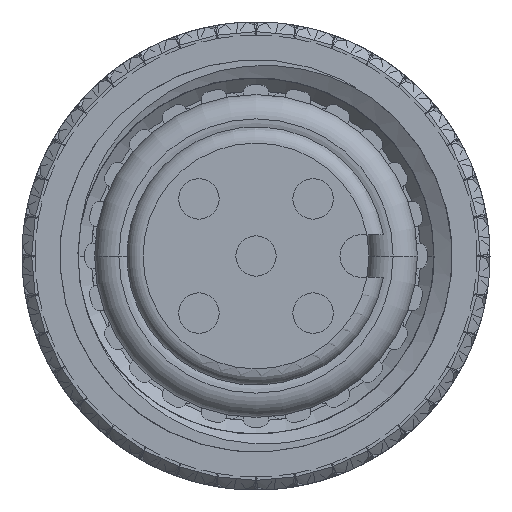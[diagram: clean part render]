
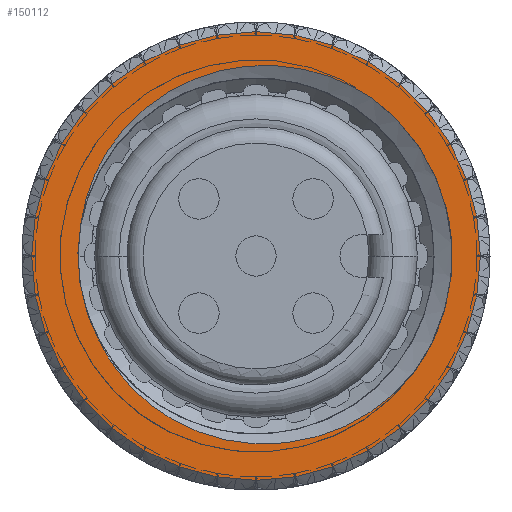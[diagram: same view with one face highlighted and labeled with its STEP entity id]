
A CAD part, left-side view. The second image highlights one B-rep face of the part: STEP entity #150112.
In plain terms, the highlighted planar face has unit normal (-1, 0, 0).
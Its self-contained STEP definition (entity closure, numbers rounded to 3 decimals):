
#100564=CARTESIAN_POINT('',(0.,0.,0.));
#100565=DIRECTION('',(-1.,0.,0.));
#100566=DIRECTION('',(0.,1.,0.));
#100567=AXIS2_PLACEMENT_3D('',#100564,#100565,#100566);
#100569=CARTESIAN_POINT('',(0.,0.,0.));
#100570=DIRECTION('',(-1.,0.,0.));
#100571=DIRECTION('',(0.,-1.,0.));
#100572=AXIS2_PLACEMENT_3D('',#100569,#100570,#100571);
#100574=CARTESIAN_POINT('',(0.,-4.883,-3.616));
#100575=CARTESIAN_POINT('',(0.,-4.742,-3.79));
#100576=CARTESIAN_POINT('',(0.,-4.444,-4.117));
#100577=CARTESIAN_POINT('',(0.,-3.94,-4.561));
#100578=CARTESIAN_POINT('',(0.,-3.414,-4.93));
#100579=CARTESIAN_POINT('',(0.,-2.876,-5.229));
#100580=CARTESIAN_POINT('',(0.,-2.307,-5.474));
#100581=CARTESIAN_POINT('',(0.,-1.688,-5.665));
#100582=CARTESIAN_POINT('',(0.,-0.99,-5.797));
#100583=CARTESIAN_POINT('',(0.,-0.214,-5.843));
#100584=CARTESIAN_POINT('',(0.,0.559,-5.782));
#100585=CARTESIAN_POINT('',(0.,1.301,-5.624));
#100586=CARTESIAN_POINT('',(0.,2.011,-5.372));
#100587=CARTESIAN_POINT('',(0.,2.672,-5.035));
#100588=CARTESIAN_POINT('',(0.,3.252,-4.637));
#100589=CARTESIAN_POINT('',(0.,3.76,-4.191));
#100590=CARTESIAN_POINT('',(0.,4.207,-3.692));
#100591=CARTESIAN_POINT('',(0.,4.595,-3.139));
#100592=CARTESIAN_POINT('',(0.,4.805,-2.744));
#100593=CARTESIAN_POINT('',(0.,4.899,-2.538));
#100595=CARTESIAN_POINT('',(0.,-3.616,4.883));
#100596=CARTESIAN_POINT('',(0.,-3.811,4.739));
#100597=CARTESIAN_POINT('',(0.,-4.178,4.431));
#100598=CARTESIAN_POINT('',(0.,-4.672,3.907));
#100599=CARTESIAN_POINT('',(0.,-5.097,3.332));
#100600=CARTESIAN_POINT('',(0.,-5.455,2.708));
#100601=CARTESIAN_POINT('',(0.,-5.742,2.034));
#100602=CARTESIAN_POINT('',(0.,-5.948,1.314));
#100603=CARTESIAN_POINT('',(0.,-6.064,0.578));
#100604=CARTESIAN_POINT('',(0.,-6.089,-0.165));
#100605=CARTESIAN_POINT('',(0.,-6.024,-0.904));
#100606=CARTESIAN_POINT('',(0.,-5.867,-1.635));
#100607=CARTESIAN_POINT('',(0.,-5.627,-2.331));
#100608=CARTESIAN_POINT('',(0.,-5.304,-2.994));
#100609=CARTESIAN_POINT('',(0.,-5.033,-3.413));
#100610=CARTESIAN_POINT('',(0.,-4.883,-3.616));
#100612=CARTESIAN_POINT('',(0.,5.426,1.));
#100613=CARTESIAN_POINT('',(0.,5.403,1.177));
#100614=CARTESIAN_POINT('',(0.,5.339,1.526));
#100615=CARTESIAN_POINT('',(0.,5.192,2.041));
#100616=CARTESIAN_POINT('',(0.,4.999,2.534));
#100617=CARTESIAN_POINT('',(0.,4.761,3.007));
#100618=CARTESIAN_POINT('',(0.,4.466,3.476));
#100619=CARTESIAN_POINT('',(0.,4.096,3.95));
#100620=CARTESIAN_POINT('',(0.,3.635,4.422));
#100621=CARTESIAN_POINT('',(0.,3.081,4.867));
#100622=CARTESIAN_POINT('',(0.,2.441,5.258));
#100623=CARTESIAN_POINT('',(0.,1.771,5.554));
#100624=CARTESIAN_POINT('',(0.,1.094,5.76));
#100625=CARTESIAN_POINT('',(0.,0.404,5.882));
#100626=CARTESIAN_POINT('',(0.,-0.302,5.921));
#100627=CARTESIAN_POINT('',(0.,-1.006,5.875));
#100628=CARTESIAN_POINT('',(0.,-1.7,5.747));
#100629=CARTESIAN_POINT('',(0.,-2.373,5.539));
#100630=CARTESIAN_POINT('',(0.,-3.018,5.252));
#100631=CARTESIAN_POINT('',(0.,-3.421,5.014));
#100632=CARTESIAN_POINT('',(0.,-3.616,4.883));
#144076=CARTESIAN_POINT('',(0.,0.,0.));
#144077=DIRECTION('',(1.,0.,0.));
#144078=DIRECTION('',(0.,0.888,-0.46));
#144079=AXIS2_PLACEMENT_3D('',#144076,#144077,#144078);
#145810=CARTESIAN_POINT('',(0.,6.95,0.));
#145811=CARTESIAN_POINT('',(0.,-6.95,0.));
#145812=VERTEX_POINT('',#145810);
#145813=VERTEX_POINT('',#145811);
#145898=VERTEX_POINT('',#100612);
#145899=VERTEX_POINT('',#100632);
#145900=VERTEX_POINT('',#100610);
#145901=VERTEX_POINT('',#100593);
#150091=CARTESIAN_POINT('',(0.,0.,0.));
#150092=DIRECTION('',(1.,0.,0.));
#150093=DIRECTION('',(0.,-1.,0.));
#150094=AXIS2_PLACEMENT_3D('',#150091,#150092,#150093);
#150095=PLANE('',#150094);
#150097=ORIENTED_EDGE('',*,*,#150096,.F.);
#150099=ORIENTED_EDGE('',*,*,#150098,.F.);
#150100=EDGE_LOOP('',(#150097,#150099));
#150101=FACE_OUTER_BOUND('',#150100,.F.);
#150103=ORIENTED_EDGE('',*,*,#150102,.F.);
#150105=ORIENTED_EDGE('',*,*,#150104,.F.);
#150107=ORIENTED_EDGE('',*,*,#150106,.F.);
#150109=ORIENTED_EDGE('',*,*,#150108,.F.);
#150110=EDGE_LOOP('',(#150103,#150105,#150107,#150109));
#150111=FACE_BOUND('',#150110,.F.);
#150112=ADVANCED_FACE('',(#150101,#150111),#150095,.F.);
#100568=CIRCLE('',#100567,6.95);
#100573=CIRCLE('',#100572,6.95);
#100594=B_SPLINE_CURVE_WITH_KNOTS('',3,(#100574,#100575,#100576,#100577,#100578,
#100579,#100580,#100581,#100582,#100583,#100584,#100585,#100586,#100587,#100588,
#100589,#100590,#100591,#100592,#100593),.UNSPECIFIED.,.F.,.F.,(4,1,1,1,1,1,1,1,
1,1,1,1,1,1,1,1,1,4),(0.,0.059,0.118,
0.176,0.235,0.294,0.353,
0.412,0.471,0.529,0.588,
0.647,0.706,0.765,0.824,
0.882,0.941,1.),.UNSPECIFIED.);
#100611=B_SPLINE_CURVE_WITH_KNOTS('',3,(#100595,#100596,#100597,#100598,#100599,
#100600,#100601,#100602,#100603,#100604,#100605,#100606,#100607,#100608,#100609,
#100610),.UNSPECIFIED.,.F.,.F.,(4,1,1,1,1,1,1,1,1,1,1,1,1,4),(0.,
0.077,0.154,0.231,0.308,
0.385,0.462,0.538,0.615,
0.692,0.769,0.846,0.923,1.),
.UNSPECIFIED.);
#100633=B_SPLINE_CURVE_WITH_KNOTS('',3,(#100612,#100613,#100614,#100615,#100616,
#100617,#100618,#100619,#100620,#100621,#100622,#100623,#100624,#100625,#100626,
#100627,#100628,#100629,#100630,#100631,#100632),.UNSPECIFIED.,.F.,.F.,(4,1,1,1,
1,1,1,1,1,1,1,1,1,1,1,1,1,1,4),(0.,0.056,0.111,
0.167,0.222,0.278,0.333,
0.389,0.444,0.5,0.556,0.611,
0.667,0.722,0.778,0.833,
0.889,0.944,1.),.UNSPECIFIED.);
#144080=CIRCLE('',#144079,5.518);
#150096=EDGE_CURVE('',#145812,#145813,#100568,.T.);
#150098=EDGE_CURVE('',#145813,#145812,#100573,.T.);
#150102=EDGE_CURVE('',#145901,#145898,#144080,.T.);
#150104=EDGE_CURVE('',#145900,#145901,#100594,.T.);
#150106=EDGE_CURVE('',#145899,#145900,#100611,.T.);
#150108=EDGE_CURVE('',#145898,#145899,#100633,.T.);
